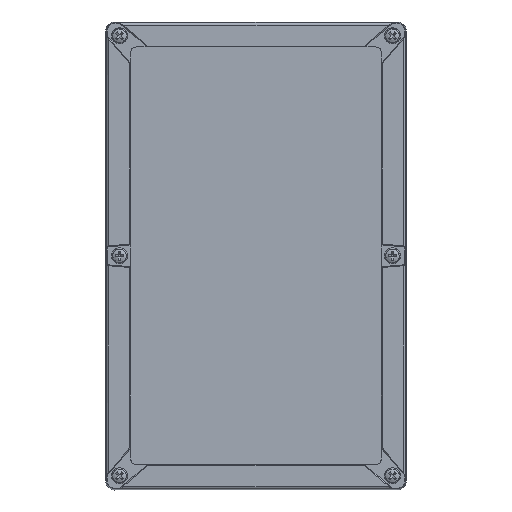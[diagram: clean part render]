
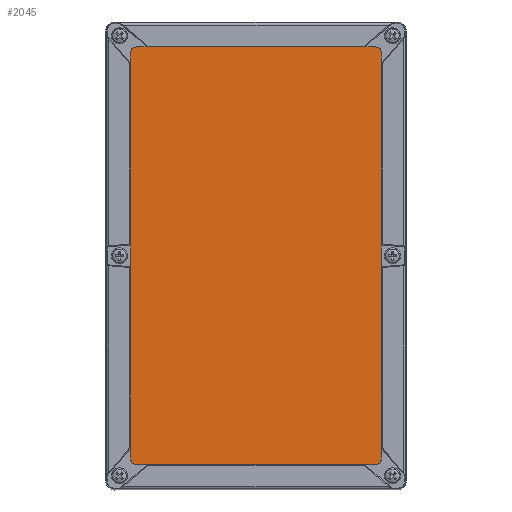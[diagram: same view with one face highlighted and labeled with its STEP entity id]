
A CAD part, top view. The second image highlights one B-rep face of the part: STEP entity #2045.
In plain terms, the highlighted planar face has unit normal (0, 0, 1).
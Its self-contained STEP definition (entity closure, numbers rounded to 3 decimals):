
#2045 = ADVANCED_FACE( '', ( #4674 ), #4675, .T. );
#4674 = FACE_OUTER_BOUND( '', #7946, .T. );
#4675 = PLANE( '', #7947 );
#7946 = EDGE_LOOP( '', ( #13682, #13683, #13684, #13685, #13686, #13687, #13688, #13689 ) );
#7947 = AXIS2_PLACEMENT_3D( '', #13690, #13691, #13692 );
#13682 = ORIENTED_EDGE( '', *, *, #20594, .T. );
#13683 = ORIENTED_EDGE( '', *, *, #20576, .T. );
#13684 = ORIENTED_EDGE( '', *, *, #20678, .T. );
#13685 = ORIENTED_EDGE( '', *, *, #20679, .T. );
#13686 = ORIENTED_EDGE( '', *, *, #18927, .T. );
#13687 = ORIENTED_EDGE( '', *, *, #19008, .T. );
#13688 = ORIENTED_EDGE( '', *, *, #20680, .T. );
#13689 = ORIENTED_EDGE( '', *, *, #20681, .T. );
#13690 = CARTESIAN_POINT( '', ( -64.5, 109.5, 29.1 ) );
#13691 = DIRECTION( '', ( 0., 0., 1. ) );
#13692 = DIRECTION( '', ( 1., 0., 0. ) );
#18927 = EDGE_CURVE( '', #22632, #22630, #22633, .T. );
#19008 = EDGE_CURVE( '', #22630, #22772, #22774, .T. );
#20576 = EDGE_CURVE( '', #25277, #25275, #25278, .T. );
#20594 = EDGE_CURVE( '', #25306, #25277, #25307, .T. );
#20678 = EDGE_CURVE( '', #25275, #25426, #25427, .T. );
#20679 = EDGE_CURVE( '', #25426, #22632, #25428, .T. );
#20680 = EDGE_CURVE( '', #22772, #25429, #25430, .T. );
#20681 = EDGE_CURVE( '', #25429, #25306, #25431, .T. );
#22630 = VERTEX_POINT( '', #27982 );
#22632 = VERTEX_POINT( '', #27985 );
#22633 = CIRCLE( '', #27986, 3. );
#22772 = VERTEX_POINT( '', #28188 );
#22774 = LINE( '', #28191, #28192 );
#25275 = VERTEX_POINT( '', #32244 );
#25277 = VERTEX_POINT( '', #32247 );
#25278 = LINE( '', #32248, #32249 );
#25306 = VERTEX_POINT( '', #32287 );
#25307 = CIRCLE( '', #32288, 3. );
#25426 = VERTEX_POINT( '', #32493 );
#25427 = CIRCLE( '', #32494, 3. );
#25428 = LINE( '', #32495, #32496 );
#25429 = VERTEX_POINT( '', #32497 );
#25430 = CIRCLE( '', #32498, 3. );
#25431 = LINE( '', #32499, #32500 );
#27982 = CARTESIAN_POINT( '', ( 67.5, -109.5, 29.1 ) );
#27985 = CARTESIAN_POINT( '', ( 64.5, -112.5, 29.1 ) );
#27986 = AXIS2_PLACEMENT_3D( '', #35350, #35351, #35352 );
#28188 = CARTESIAN_POINT( '', ( 67.5, 109.5, 29.1 ) );
#28191 = CARTESIAN_POINT( '', ( 67.5, -109.5, 29.1 ) );
#28192 = VECTOR( '', #35450, 1000. );
#32244 = CARTESIAN_POINT( '', ( -67.5, -109.5, 29.1 ) );
#32247 = CARTESIAN_POINT( '', ( -67.5, 109.5, 29.1 ) );
#32248 = CARTESIAN_POINT( '', ( -67.5, 109.5, 29.1 ) );
#32249 = VECTOR( '', #37296, 1000. );
#32287 = CARTESIAN_POINT( '', ( -64.5, 112.5, 29.1 ) );
#32288 = AXIS2_PLACEMENT_3D( '', #37319, #37320, #37321 );
#32493 = CARTESIAN_POINT( '', ( -64.5, -112.5, 29.1 ) );
#32494 = AXIS2_PLACEMENT_3D( '', #37408, #37409, #37410 );
#32495 = CARTESIAN_POINT( '', ( -64.5, -112.5, 29.1 ) );
#32496 = VECTOR( '', #37411, 1000. );
#32497 = CARTESIAN_POINT( '', ( 64.5, 112.5, 29.1 ) );
#32498 = AXIS2_PLACEMENT_3D( '', #37412, #37413, #37414 );
#32499 = CARTESIAN_POINT( '', ( 64.5, 112.5, 29.1 ) );
#32500 = VECTOR( '', #37415, 1000. );
#35350 = CARTESIAN_POINT( '', ( 64.5, -109.5, 29.1 ) );
#35351 = DIRECTION( '', ( 0., 0., 1. ) );
#35352 = DIRECTION( '', ( 1., 0., 0. ) );
#35450 = DIRECTION( '', ( 0., 1., 0. ) );
#37296 = DIRECTION( '', ( 0., -1., 0. ) );
#37319 = CARTESIAN_POINT( '', ( -64.5, 109.5, 29.1 ) );
#37320 = DIRECTION( '', ( 0., 0., 1. ) );
#37321 = DIRECTION( '', ( 1., 0., 0. ) );
#37408 = CARTESIAN_POINT( '', ( -64.5, -109.5, 29.1 ) );
#37409 = DIRECTION( '', ( 0., 0., 1. ) );
#37410 = DIRECTION( '', ( 1., 0., 0. ) );
#37411 = DIRECTION( '', ( 1., 0., 0. ) );
#37412 = CARTESIAN_POINT( '', ( 64.5, 109.5, 29.1 ) );
#37413 = DIRECTION( '', ( 0., 0., 1. ) );
#37414 = DIRECTION( '', ( 1., 0., 0. ) );
#37415 = DIRECTION( '', ( -1., 0., 0. ) );
